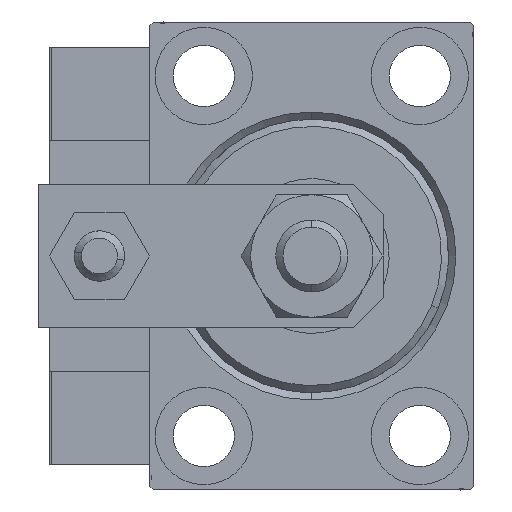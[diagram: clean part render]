
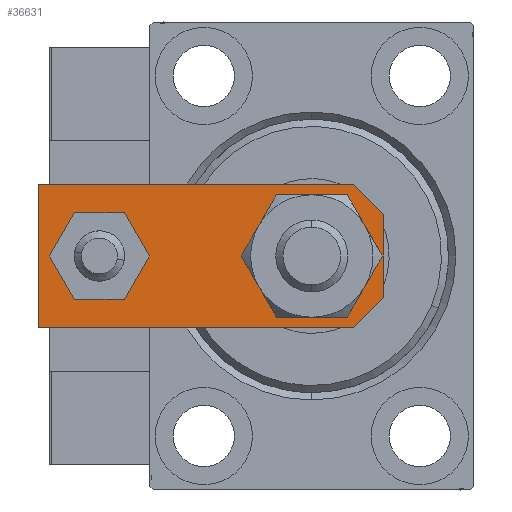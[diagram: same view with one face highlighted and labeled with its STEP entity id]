
A CAD part, left-side view. The second image highlights one B-rep face of the part: STEP entity #36631.
In plain terms, the highlighted face is planar.
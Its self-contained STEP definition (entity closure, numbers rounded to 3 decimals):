
#202 = VECTOR ( 'NONE', #24717, 1000. ) ;
#278 = CARTESIAN_POINT ( 'NONE',  ( 0., 39.5, 6. ) ) ;
#1276 = CARTESIAN_POINT ( 'NONE',  ( 10., 0., 6. ) ) ;
#2060 = ORIENTED_EDGE ( 'NONE', *, *, #25928, .F. ) ;
#2623 = CARTESIAN_POINT ( 'NONE',  ( -10., 4.24, 6. ) ) ;
#3328 = EDGE_CURVE ( 'NONE', #9501, #41883, #31240, .T. ) ;
#3679 = CARTESIAN_POINT ( 'NONE',  ( 0., 39.5, 6. ) ) ;
#4656 = AXIS2_PLACEMENT_3D ( 'NONE', #29621, #21227, #50334 ) ;
#5386 = CARTESIAN_POINT ( 'NONE',  ( -5.76, 0., 6. ) ) ;
#5536 = VERTEX_POINT ( 'NONE', #31943 ) ;
#6245 = VECTOR ( 'NONE', #16767, 1000. ) ;
#6677 = VERTEX_POINT ( 'NONE', #14327 ) ;
#7122 = AXIS2_PLACEMENT_3D ( 'NONE', #30954, #46430, #46690 ) ;
#8110 = LINE ( 'NONE', #40367, #49768 ) ;
#8222 = CARTESIAN_POINT ( 'NONE',  ( 5.76, 0., 6. ) ) ;
#8704 = LINE ( 'NONE', #51488, #20473 ) ;
#8887 = DIRECTION ( 'NONE',  ( -1., 0., 0. ) ) ;
#9179 = ORIENTED_EDGE ( 'NONE', *, *, #36973, .T. ) ;
#9501 = VERTEX_POINT ( 'NONE', #51522 ) ;
#11361 = VECTOR ( 'NONE', #8887, 1000. ) ;
#12565 = ORIENTED_EDGE ( 'NONE', *, *, #21572, .T. ) ;
#12617 = DIRECTION ( 'NONE',  ( 0., 0., 1. ) ) ;
#13363 = LINE ( 'NONE', #1276, #6245 ) ;
#13771 = VECTOR ( 'NONE', #39929, 1000. ) ;
#13861 = CARTESIAN_POINT ( 'NONE',  ( -7.25, 10., 6. ) ) ;
#14327 = CARTESIAN_POINT ( 'NONE',  ( 7.25, 10., 6. ) ) ;
#15807 = CARTESIAN_POINT ( 'NONE',  ( 2.88, -2.88, 6. ) ) ;
#16305 = DIRECTION ( 'NONE',  ( 0., 0., 1. ) ) ;
#16401 = VERTEX_POINT ( 'NONE', #8222 ) ;
#16767 = DIRECTION ( 'NONE',  ( 0., 1., 0. ) ) ;
#16993 = AXIS2_PLACEMENT_3D ( 'NONE', #278, #16305, #18101 ) ;
#17147 = CIRCLE ( 'NONE', #43920, 7.25 ) ;
#17520 = LINE ( 'NONE', #45336, #11361 ) ;
#17752 = VERTEX_POINT ( 'NONE', #13861 ) ;
#18097 = PLANE ( 'NONE',  #7122 ) ;
#18101 = DIRECTION ( 'NONE',  ( 1., 0., 0. ) ) ;
#18139 = ORIENTED_EDGE ( 'NONE', *, *, #3328, .F. ) ;
#20026 = FACE_BOUND ( 'NONE', #34867, .T. ) ;
#20473 = VECTOR ( 'NONE', #24705, 1000. ) ;
#21227 = DIRECTION ( 'NONE',  ( 0., 0., 1. ) ) ;
#21572 = EDGE_CURVE ( 'NONE', #25315, #24923, #47816, .T. ) ;
#23378 = ORIENTED_EDGE ( 'NONE', *, *, #25075, .T. ) ;
#23483 = DIRECTION ( 'NONE',  ( 1., 0., 0. ) ) ;
#23903 = CIRCLE ( 'NONE', #33941, 4. ) ;
#23980 = FACE_BOUND ( 'NONE', #30485, .T. ) ;
#24705 = DIRECTION ( 'NONE',  ( 0., -1., 0. ) ) ;
#24717 = DIRECTION ( 'NONE',  ( 0.707, -0.707, 0. ) ) ;
#24923 = VERTEX_POINT ( 'NONE', #5386 ) ;
#25075 = EDGE_CURVE ( 'NONE', #16401, #51439, #51747, .T. ) ;
#25315 = VERTEX_POINT ( 'NONE', #2623 ) ;
#25448 = EDGE_CURVE ( 'NONE', #51439, #48601, #13363, .T. ) ;
#25846 = CARTESIAN_POINT ( 'NONE',  ( 10., 4.24, 6. ) ) ;
#25928 = EDGE_CURVE ( 'NONE', #17752, #6677, #17147, .T. ) ;
#27123 = CARTESIAN_POINT ( 'NONE',  ( -4., 39.5, 6. ) ) ;
#27766 = EDGE_CURVE ( 'NONE', #24923, #16401, #8110, .T. ) ;
#27946 = DIRECTION ( 'NONE',  ( 0., 0., 1. ) ) ;
#28687 = EDGE_CURVE ( 'NONE', #5536, #25315, #8704, .T. ) ;
#29621 = CARTESIAN_POINT ( 'NONE',  ( 0., 10., 6. ) ) ;
#29843 = ORIENTED_EDGE ( 'NONE', *, *, #31844, .F. ) ;
#30485 = EDGE_LOOP ( 'NONE', ( #42000, #18139 ) ) ;
#30954 = CARTESIAN_POINT ( 'NONE',  ( 0., 0., 6. ) ) ;
#31240 = CIRCLE ( 'NONE', #16993, 4. ) ;
#31844 = EDGE_CURVE ( 'NONE', #6677, #17752, #41512, .T. ) ;
#31943 = CARTESIAN_POINT ( 'NONE',  ( -10., 48., 6. ) ) ;
#33593 = FACE_OUTER_BOUND ( 'NONE', #49509, .T. ) ;
#33941 = AXIS2_PLACEMENT_3D ( 'NONE', #3679, #12617, #39899 ) ;
#34055 = ORIENTED_EDGE ( 'NONE', *, *, #27766, .T. ) ;
#34867 = EDGE_LOOP ( 'NONE', ( #2060, #29843 ) ) ;
#34924 = ORIENTED_EDGE ( 'NONE', *, *, #25448, .T. ) ;
#35197 = ORIENTED_EDGE ( 'NONE', *, *, #28687, .T. ) ;
#35799 = EDGE_CURVE ( 'NONE', #41883, #9501, #23903, .T. ) ;
#36631 = ADVANCED_FACE ( 'NONE', ( #23980, #33593, #20026 ), #18097, .T. ) ;
#36955 = DIRECTION ( 'NONE',  ( 1., 0., 0. ) ) ;
#36973 = EDGE_CURVE ( 'NONE', #48601, #5536, #17520, .T. ) ;
#39899 = DIRECTION ( 'NONE',  ( 1., 0., 0. ) ) ;
#39929 = DIRECTION ( 'NONE',  ( 0.707, 0.707, 0. ) ) ;
#40367 = CARTESIAN_POINT ( 'NONE',  ( -10., 0., 6. ) ) ;
#41512 = CIRCLE ( 'NONE', #4656, 7.25 ) ;
#41883 = VERTEX_POINT ( 'NONE', #27123 ) ;
#42000 = ORIENTED_EDGE ( 'NONE', *, *, #35799, .F. ) ;
#43920 = AXIS2_PLACEMENT_3D ( 'NONE', #43941, #27946, #23483 ) ;
#43941 = CARTESIAN_POINT ( 'NONE',  ( 0., 10., 6. ) ) ;
#44093 = CARTESIAN_POINT ( 'NONE',  ( 10., 48., 6. ) ) ;
#45336 = CARTESIAN_POINT ( 'NONE',  ( 10., 48., 6. ) ) ;
#46430 = DIRECTION ( 'NONE',  ( 0., 0., 1. ) ) ;
#46690 = DIRECTION ( 'NONE',  ( 1., 0., 0. ) ) ;
#47816 = LINE ( 'NONE', #48337, #202 ) ;
#48337 = CARTESIAN_POINT ( 'NONE',  ( -2.88, -2.88, 6. ) ) ;
#48601 = VERTEX_POINT ( 'NONE', #44093 ) ;
#49509 = EDGE_LOOP ( 'NONE', ( #35197, #12565, #34055, #23378, #34924, #9179 ) ) ;
#49768 = VECTOR ( 'NONE', #36955, 1000. ) ;
#50334 = DIRECTION ( 'NONE',  ( 1., 0., 0. ) ) ;
#51439 = VERTEX_POINT ( 'NONE', #25846 ) ;
#51488 = CARTESIAN_POINT ( 'NONE',  ( -10., 48., 6. ) ) ;
#51522 = CARTESIAN_POINT ( 'NONE',  ( 4., 39.5, 6. ) ) ;
#51747 = LINE ( 'NONE', #15807, #13771 ) ;
